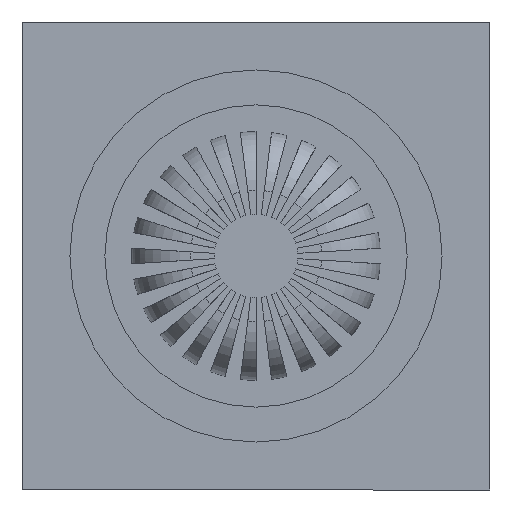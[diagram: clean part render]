
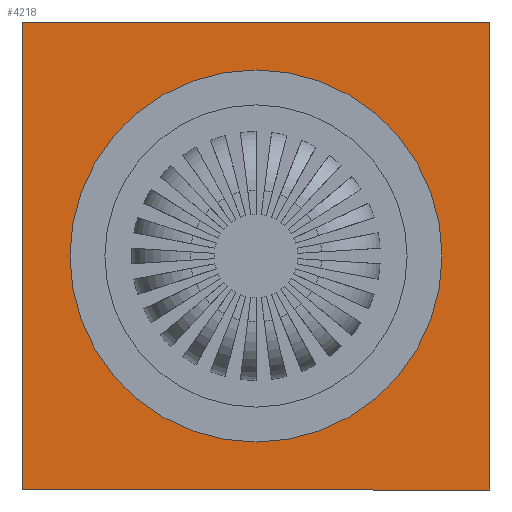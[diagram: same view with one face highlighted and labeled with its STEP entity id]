
A CAD part, front view. The second image highlights one B-rep face of the part: STEP entity #4218.
In plain terms, the highlighted planar face has unit normal (0, -1, 0).
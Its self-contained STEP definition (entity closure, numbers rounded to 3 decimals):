
#60 = EDGE_CURVE ( 'NONE', #2440, #992, #3163, .T. ) ;
#156 = VERTEX_POINT ( 'NONE', #4322 ) ;
#167 = VECTOR ( 'NONE', #448, 1000. ) ;
#448 = DIRECTION ( 'NONE',  ( -1., 0., 0. ) ) ;
#458 = CARTESIAN_POINT ( 'NONE',  ( 0., 0., 0. ) ) ;
#778 = VECTOR ( 'NONE', #845, 1000. ) ;
#806 = CARTESIAN_POINT ( 'NONE',  ( -40., 0., 40. ) ) ;
#835 = FACE_OUTER_BOUND ( 'NONE', #5283, .T. ) ;
#845 = DIRECTION ( 'NONE',  ( 1., 0., 0. ) ) ;
#893 = DIRECTION ( 'NONE',  ( 0., 0., 1. ) ) ;
#940 = VECTOR ( 'NONE', #2176, 1000. ) ;
#992 = VERTEX_POINT ( 'NONE', #2931 ) ;
#1020 = EDGE_CURVE ( 'NONE', #3466, #2466, #4597, .T. ) ;
#1158 = DIRECTION ( 'NONE',  ( 0., 0., 1. ) ) ;
#1300 = CARTESIAN_POINT ( 'NONE',  ( 40., 0., 40. ) ) ;
#1481 = AXIS2_PLACEMENT_3D ( 'NONE', #458, #3465, #893 ) ;
#1487 = EDGE_CURVE ( 'NONE', #2342, #3466, #5200, .T. ) ;
#1800 = CIRCLE ( 'NONE', #2212, 31.807 ) ;
#1970 = CARTESIAN_POINT ( 'NONE',  ( 0., 0., -31.807 ) ) ;
#2105 = ORIENTED_EDGE ( 'NONE', *, *, #2248, .F. ) ;
#2176 = DIRECTION ( 'NONE',  ( 0., 0., -1. ) ) ;
#2212 = AXIS2_PLACEMENT_3D ( 'NONE', #2233, #5227, #2660 ) ;
#2233 = CARTESIAN_POINT ( 'NONE',  ( 0., 0., 0. ) ) ;
#2248 = EDGE_CURVE ( 'NONE', #156, #2342, #4363, .T. ) ;
#2342 = VERTEX_POINT ( 'NONE', #5247 ) ;
#2440 = VERTEX_POINT ( 'NONE', #1970 ) ;
#2466 = VERTEX_POINT ( 'NONE', #806 ) ;
#2511 = EDGE_LOOP ( 'NONE', ( #3113, #4443 ) ) ;
#2660 = DIRECTION ( 'NONE',  ( 0., 0., 1. ) ) ;
#2806 = CARTESIAN_POINT ( 'NONE',  ( 0., 0., 0. ) ) ;
#2931 = CARTESIAN_POINT ( 'NONE',  ( 0., 0., 31.807 ) ) ;
#3010 = CARTESIAN_POINT ( 'NONE',  ( 40., 0., -40. ) ) ;
#3113 = ORIENTED_EDGE ( 'NONE', *, *, #4454, .F. ) ;
#3163 = CIRCLE ( 'NONE', #1481, 31.807 ) ;
#3226 = PLANE ( 'NONE',  #4697 ) ;
#3278 = EDGE_CURVE ( 'NONE', #2466, #156, #4206, .T. ) ;
#3456 = VECTOR ( 'NONE', #1158, 1000. ) ;
#3465 = DIRECTION ( 'NONE',  ( 0., -1., 0. ) ) ;
#3466 = VERTEX_POINT ( 'NONE', #4044 ) ;
#3517 = ORIENTED_EDGE ( 'NONE', *, *, #1020, .F. ) ;
#3658 = DIRECTION ( 'NONE',  ( 0., 1., 0. ) ) ;
#3679 = DIRECTION ( 'NONE',  ( 0., 0., 1. ) ) ;
#3739 = CARTESIAN_POINT ( 'NONE',  ( -40., 0., 40. ) ) ;
#3930 = ORIENTED_EDGE ( 'NONE', *, *, #3278, .F. ) ;
#4044 = CARTESIAN_POINT ( 'NONE',  ( -40., 0., -40. ) ) ;
#4206 = LINE ( 'NONE', #1300, #778 ) ;
#4218 = ADVANCED_FACE ( 'NONE', ( #835, #5122 ), #3226, .F. ) ;
#4322 = CARTESIAN_POINT ( 'NONE',  ( 40., 0., 40. ) ) ;
#4363 = LINE ( 'NONE', #5164, #940 ) ;
#4443 = ORIENTED_EDGE ( 'NONE', *, *, #60, .F. ) ;
#4454 = EDGE_CURVE ( 'NONE', #992, #2440, #1800, .T. ) ;
#4597 = LINE ( 'NONE', #3739, #3456 ) ;
#4697 = AXIS2_PLACEMENT_3D ( 'NONE', #2806, #3658, #3679 ) ;
#4985 = ORIENTED_EDGE ( 'NONE', *, *, #1487, .F. ) ;
#5122 = FACE_BOUND ( 'NONE', #2511, .T. ) ;
#5164 = CARTESIAN_POINT ( 'NONE',  ( 40., 0., 40. ) ) ;
#5200 = LINE ( 'NONE', #3010, #167 ) ;
#5227 = DIRECTION ( 'NONE',  ( 0., -1., 0. ) ) ;
#5247 = CARTESIAN_POINT ( 'NONE',  ( 40., 0., -40. ) ) ;
#5283 = EDGE_LOOP ( 'NONE', ( #3517, #4985, #2105, #3930 ) ) ;
